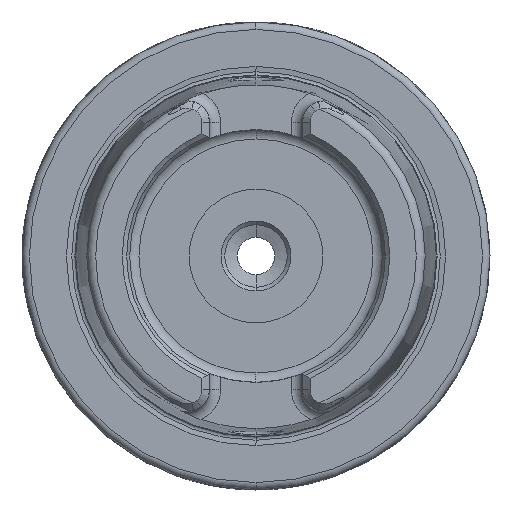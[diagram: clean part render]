
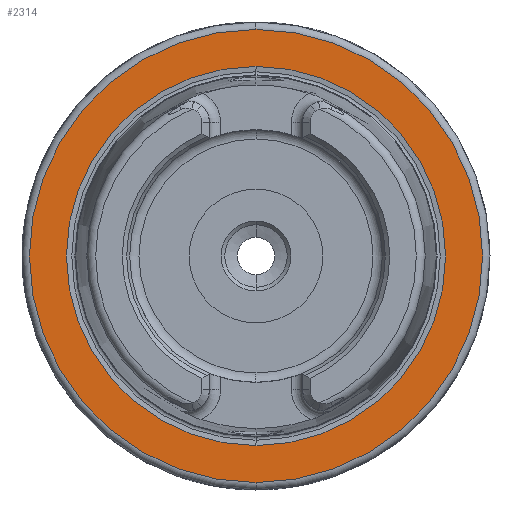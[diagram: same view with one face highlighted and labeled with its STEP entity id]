
A CAD part, left-side view. The second image highlights one B-rep face of the part: STEP entity #2314.
In plain terms, the highlighted planar face has unit normal (-1, 0, 0).
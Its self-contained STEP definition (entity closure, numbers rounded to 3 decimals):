
#39 = VERTEX_POINT ( 'NONE', #1705 ) ;
#142 = EDGE_LOOP ( 'NONE', ( #4217, #1882 ) ) ;
#313 = AXIS2_PLACEMENT_3D ( 'NONE', #2881, #4353, #857 ) ;
#857 = DIRECTION ( 'NONE',  ( 0., 0., -1. ) ) ;
#1000 = DIRECTION ( 'NONE',  ( -1., 0., 0. ) ) ;
#1377 = CIRCLE ( 'NONE', #5574, 25.521 ) ;
#1411 = CARTESIAN_POINT ( 'NONE',  ( -24., 0., -30.5 ) ) ;
#1440 = CARTESIAN_POINT ( 'NONE',  ( -24., 0., 0. ) ) ;
#1494 = DIRECTION ( 'NONE',  ( 1., 0., 0. ) ) ;
#1705 = CARTESIAN_POINT ( 'NONE',  ( -24., 0., 25.521 ) ) ;
#1882 = ORIENTED_EDGE ( 'NONE', *, *, #4432, .T. ) ;
#1919 = AXIS2_PLACEMENT_3D ( 'NONE', #4992, #1494, #5577 ) ;
#2037 = DIRECTION ( 'NONE',  ( 0., 0., -1. ) ) ;
#2314 = ADVANCED_FACE ( 'NONE', ( #4923, #5084 ), #5219, .F. ) ;
#2383 = DIRECTION ( 'NONE',  ( -1., 0., 0. ) ) ;
#2480 = VERTEX_POINT ( 'NONE', #4062 ) ;
#2706 = ORIENTED_EDGE ( 'NONE', *, *, #4881, .T. ) ;
#2792 = VERTEX_POINT ( 'NONE', #1411 ) ;
#2803 = EDGE_LOOP ( 'NONE', ( #2706, #5835 ) ) ;
#2881 = CARTESIAN_POINT ( 'NONE',  ( -24., 31.5, 0. ) ) ;
#3331 = CARTESIAN_POINT ( 'NONE',  ( -24., 0., 30.5 ) ) ;
#4062 = CARTESIAN_POINT ( 'NONE',  ( -24., 0., -25.521 ) ) ;
#4217 = ORIENTED_EDGE ( 'NONE', *, *, #4248, .T. ) ;
#4248 = EDGE_CURVE ( 'NONE', #2792, #4984, #7454, .T. ) ;
#4353 = DIRECTION ( 'NONE',  ( 1., 0., 0. ) ) ;
#4432 = EDGE_CURVE ( 'NONE', #4984, #2792, #6909, .T. ) ;
#4503 = CARTESIAN_POINT ( 'NONE',  ( -24., 0., 0. ) ) ;
#4881 = EDGE_CURVE ( 'NONE', #39, #2480, #4913, .T. ) ;
#4913 = CIRCLE ( 'NONE', #1919, 25.521 ) ;
#4923 = FACE_OUTER_BOUND ( 'NONE', #142, .T. ) ;
#4943 = AXIS2_PLACEMENT_3D ( 'NONE', #5866, #2383, #6453 ) ;
#4984 = VERTEX_POINT ( 'NONE', #3331 ) ;
#4992 = CARTESIAN_POINT ( 'NONE',  ( -24., 0., 0. ) ) ;
#5070 = DIRECTION ( 'NONE',  ( 0., 0., -1. ) ) ;
#5084 = FACE_BOUND ( 'NONE', #2803, .T. ) ;
#5219 = PLANE ( 'NONE',  #313 ) ;
#5523 = DIRECTION ( 'NONE',  ( 1., 0., 0. ) ) ;
#5574 = AXIS2_PLACEMENT_3D ( 'NONE', #1440, #5523, #2037 ) ;
#5577 = DIRECTION ( 'NONE',  ( 0., 0., -1. ) ) ;
#5835 = ORIENTED_EDGE ( 'NONE', *, *, #7229, .T. ) ;
#5866 = CARTESIAN_POINT ( 'NONE',  ( -24., 0., 0. ) ) ;
#6453 = DIRECTION ( 'NONE',  ( 0., 0., -1. ) ) ;
#6909 = CIRCLE ( 'NONE', #4943, 30.5 ) ;
#7229 = EDGE_CURVE ( 'NONE', #2480, #39, #1377, .T. ) ;
#7418 = AXIS2_PLACEMENT_3D ( 'NONE', #4503, #1000, #5070 ) ;
#7454 = CIRCLE ( 'NONE', #7418, 30.5 ) ;
